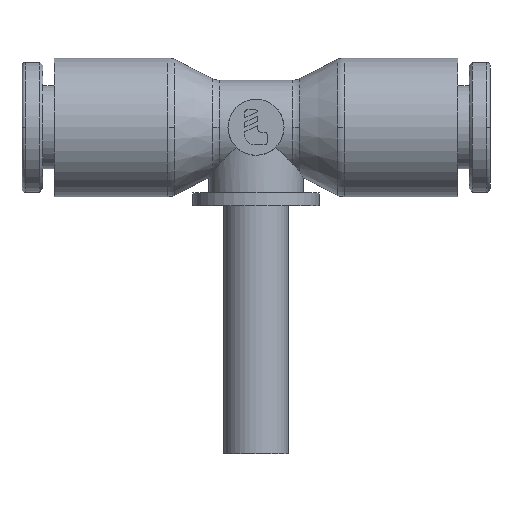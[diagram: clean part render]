
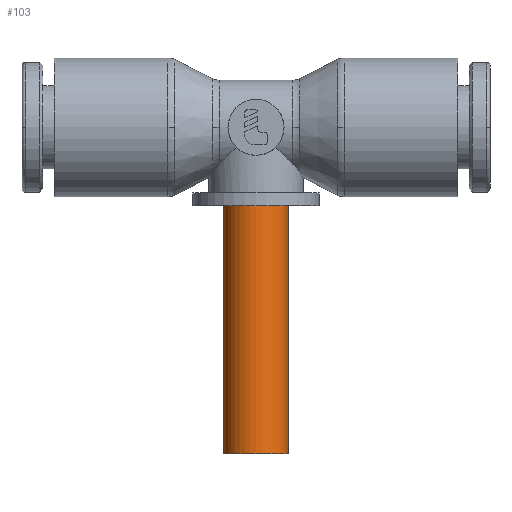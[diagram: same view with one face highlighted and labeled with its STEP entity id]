
A CAD part, top view. The second image highlights one B-rep face of the part: STEP entity #103.
In plain terms, the highlighted cylindrical face has radius 2 mm (diameter 4 mm), a partial arc.
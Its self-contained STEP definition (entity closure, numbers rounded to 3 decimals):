
#103=ADVANCED_FACE('',(#247),#248,.T.);
#247=FACE_OUTER_BOUND('',#420,.T.);
#248=CYLINDRICAL_SURFACE('',#421,2.0);
#420=EDGE_LOOP('',(#941,#942,#943,#944));
#421=AXIS2_PLACEMENT_3D('',#945,#946,#947);
#941=ORIENTED_EDGE('',*,*,#1196,.T.);
#942=ORIENTED_EDGE('',*,*,#1304,.T.);
#943=ORIENTED_EDGE('',*,*,#1198,.T.);
#944=ORIENTED_EDGE('',*,*,#1307,.F.);
#945=CARTESIAN_POINT('',(0.0,10.2,0.0));
#946=DIRECTION('',(-0.0,1.0,0.0));
#947=DIRECTION('',(1.0,0.0,0.0));
#1196=EDGE_CURVE('',#1466,#1467,#1468,.T.);
#1198=EDGE_CURVE('',#1471,#1469,#1472,.T.);
#1304=EDGE_CURVE('',#1467,#1471,#1643,.T.);
#1307=EDGE_CURVE('',#1466,#1469,#1646,.T.);
#1466=VERTEX_POINT('',#1858);
#1467=VERTEX_POINT('',#1859);
#1468=LINE('',#1860,#1861);
#1469=VERTEX_POINT('',#1862);
#1471=VERTEX_POINT('',#1864);
#1472=LINE('',#1865,#1866);
#1643=CIRCLE('',#2267,2.0);
#1646=CIRCLE('',#2270,2.0);
#1858=CARTESIAN_POINT('',(2.0,0.0,0.0));
#1859=CARTESIAN_POINT('',(2.0,15.5,0.));
#1860=CARTESIAN_POINT('',(2.0,10.2,0.));
#1861=VECTOR('',#2461,1.0);
#1862=CARTESIAN_POINT('',(-2.0,0.0,0.));
#1864=CARTESIAN_POINT('',(-2.0,15.5,0.));
#1865=CARTESIAN_POINT('',(-2.0,10.2,0.));
#1866=VECTOR('',#2465,1.0);
#2267=AXIS2_PLACEMENT_3D('',#2635,#2636,#2637);
#2270=AXIS2_PLACEMENT_3D('',#2644,#2645,#2646);
#2461=DIRECTION('',(0.0,1.0,0.0));
#2465=DIRECTION('',(-0.0,-1.0,-0.0));
#2635=CARTESIAN_POINT('',(0.0,15.5,0.0));
#2636=DIRECTION('',(0.0,-1.0,0.0));
#2637=DIRECTION('',(1.0,0.0,0.0));
#2644=CARTESIAN_POINT('',(0.0,0.0,0.0));
#2645=DIRECTION('',(0.0,-1.0,0.0));
#2646=DIRECTION('',(1.0,0.0,0.0));
